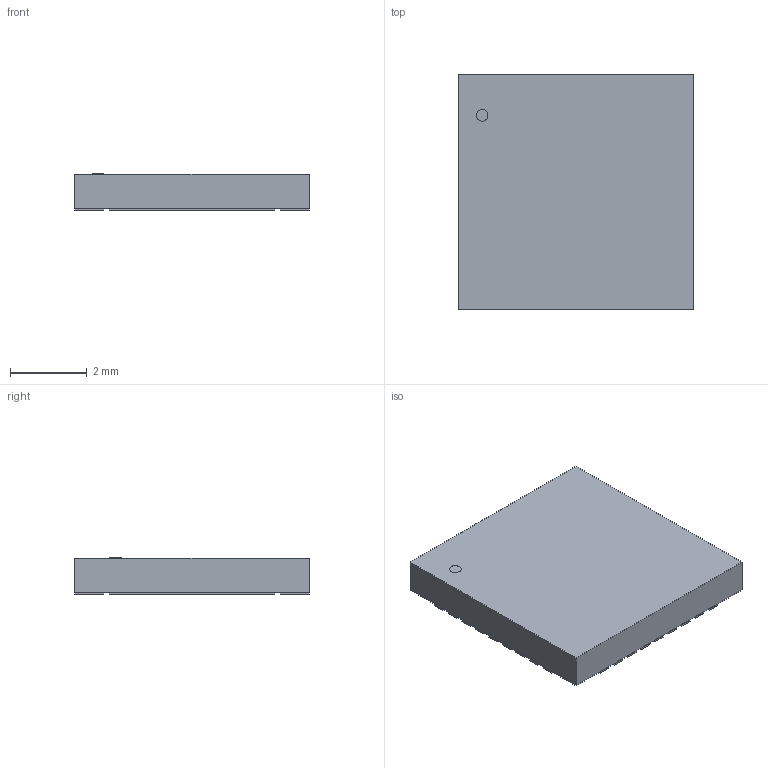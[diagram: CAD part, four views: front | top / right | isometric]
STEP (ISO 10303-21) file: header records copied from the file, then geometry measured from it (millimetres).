
FILE_DESCRIPTION(('STEP AP214'),'1');
FILE_NAME('VFQFPN-36','2017-11-17T16:52:39',(''),(''),'','','');
FILE_SCHEMA(('AUTOMOTIVE_DESIGN'));
Length unit declared in the file: millimetre
Products named in the file (1): product
Bounding box: 6.12 x 6.12 x 0.94 mm (x, y, z)
Volume: 0 mm3; surface area: 154.3 mm2
Topology: 1 solids, 229 shells, 231 faces, 915 edges, 914 vertices
Faces by surface type: plane 230, cylinder 1
Full cylindrical faces by diameter (mm): 0.306 x1
Entity records: 10372 total; most frequent: CARTESIAN_POINT 2061, VERTEX_POINT 1826, DIRECTION 1382, ORIENTED_EDGE 916, EDGE_CURVE 914, LINE 912, VECTOR 912, AXIS2_PLACEMENT_3D 235
